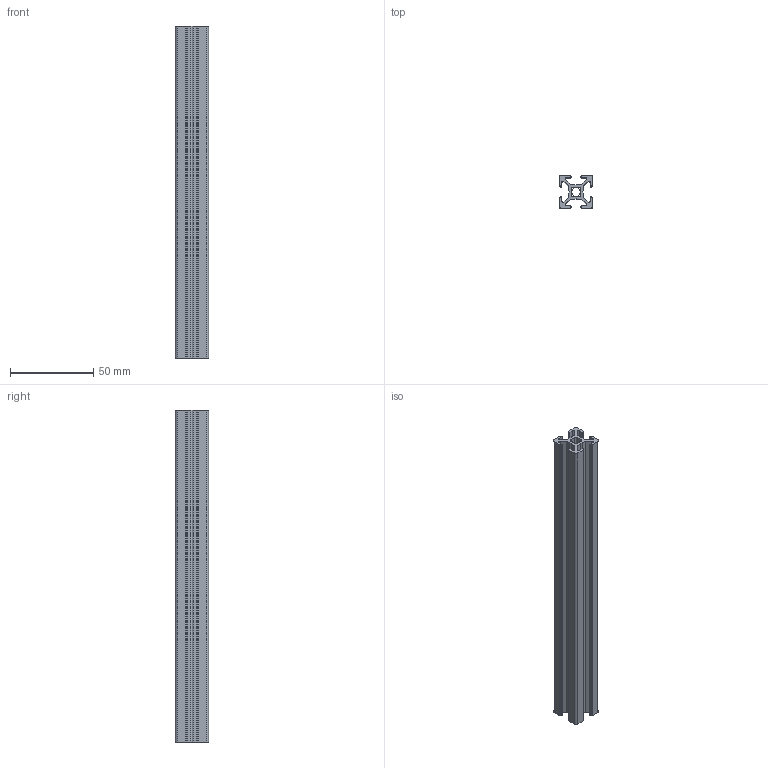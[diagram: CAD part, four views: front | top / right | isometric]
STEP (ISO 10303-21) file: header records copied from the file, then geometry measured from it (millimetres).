
FILE_DESCRIPTION(/* description */ (''),/* implementation_level */ '2;1');
FILE_NAME(/* name */ '2020_sharalu.step',/* time_stamp */ '2023-09-06T18:43:15+02:00',/* author */ (''),/* organization */ (''),/* preprocessor_version */ 'ST-DEVELOPER v20',/* originating_system */ 'Autodesk Translation Framework v12.9.0.99',/* authorisation */ '');
FILE_SCHEMA (('AUTOMOTIVE_DESIGN { 1 0 10303 214 3 1 1 }'));
Length unit declared in the file: millimetre
Products named in the file (1): 2020
Bounding box: 20 x 20 x 200 mm (x, y, z)
Volume: 32279.1 mm3; surface area: 36469.3 mm2
Topology: 1 solids, 1 shells, 134 faces, 396 edges, 264 vertices
Faces by surface type: plane 74, cylinder 60
Entity records: 4544 total; most frequent: CARTESIAN_POINT 795, ORIENTED_EDGE 792, DIRECTION 786, EDGE_CURVE 396, LINE 276, VECTOR 276, VERTEX_POINT 264, AXIS2_PLACEMENT_3D 255
